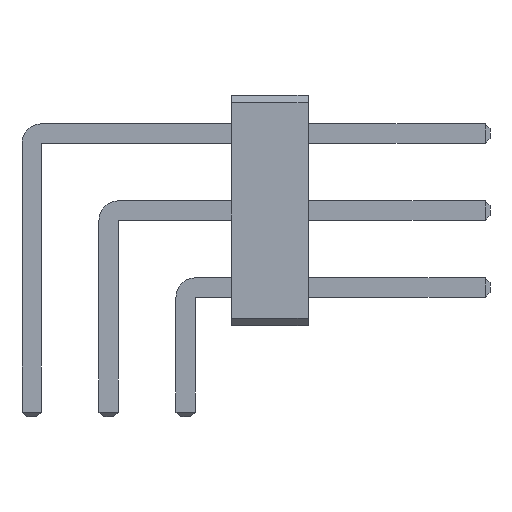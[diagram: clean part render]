
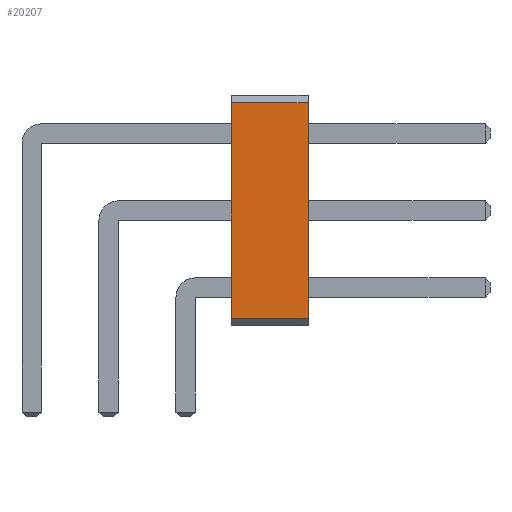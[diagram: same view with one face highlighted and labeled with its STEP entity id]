
A CAD part, front view. The second image highlights one B-rep face of the part: STEP entity #20207.
In plain terms, the highlighted planar face has unit normal (0, -1, 0).
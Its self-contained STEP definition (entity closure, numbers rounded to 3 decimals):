
#20207 = ADVANCED_FACE('',(#20208),#20242,.T.);
#20208 = FACE_BOUND('',#20209,.T.);
#20209 = EDGE_LOOP('',(#20210,#20220,#20228,#20236));
#20210 = ORIENTED_EDGE('',*,*,#20211,.T.);
#20211 = EDGE_CURVE('',#20212,#20214,#20216,.T.);
#20212 = VERTEX_POINT('',#20213);
#20213 = CARTESIAN_POINT('',(6.58,-26.67,0.254));
#20214 = VERTEX_POINT('',#20215);
#20215 = CARTESIAN_POINT('',(9.12,-26.67,0.254));
#20216 = LINE('',#20217,#20218);
#20217 = CARTESIAN_POINT('',(6.58,-26.67,0.254));
#20218 = VECTOR('',#20219,1.);
#20219 = DIRECTION('',(1.,0.,0.));
#20220 = ORIENTED_EDGE('',*,*,#20221,.T.);
#20221 = EDGE_CURVE('',#20214,#20222,#20224,.T.);
#20222 = VERTEX_POINT('',#20223);
#20223 = CARTESIAN_POINT('',(9.12,-26.67,7.366));
#20224 = LINE('',#20225,#20226);
#20225 = CARTESIAN_POINT('',(9.12,-26.67,0.254));
#20226 = VECTOR('',#20227,1.);
#20227 = DIRECTION('',(0.,0.,1.));
#20228 = ORIENTED_EDGE('',*,*,#20229,.F.);
#20229 = EDGE_CURVE('',#20230,#20222,#20232,.T.);
#20230 = VERTEX_POINT('',#20231);
#20231 = CARTESIAN_POINT('',(6.58,-26.67,7.366));
#20232 = LINE('',#20233,#20234);
#20233 = CARTESIAN_POINT('',(6.58,-26.67,7.366));
#20234 = VECTOR('',#20235,1.);
#20235 = DIRECTION('',(1.,0.,0.));
#20236 = ORIENTED_EDGE('',*,*,#20237,.F.);
#20237 = EDGE_CURVE('',#20212,#20230,#20238,.T.);
#20238 = LINE('',#20239,#20240);
#20239 = CARTESIAN_POINT('',(6.58,-26.67,0.254));
#20240 = VECTOR('',#20241,1.);
#20241 = DIRECTION('',(0.,0.,1.));
#20242 = PLANE('',#20243);
#20243 = AXIS2_PLACEMENT_3D('',#20244,#20245,#20246);
#20244 = CARTESIAN_POINT('',(6.58,-26.67,0.254));
#20245 = DIRECTION('',(0.,-1.,0.));
#20246 = DIRECTION('',(0.,0.,1.));
